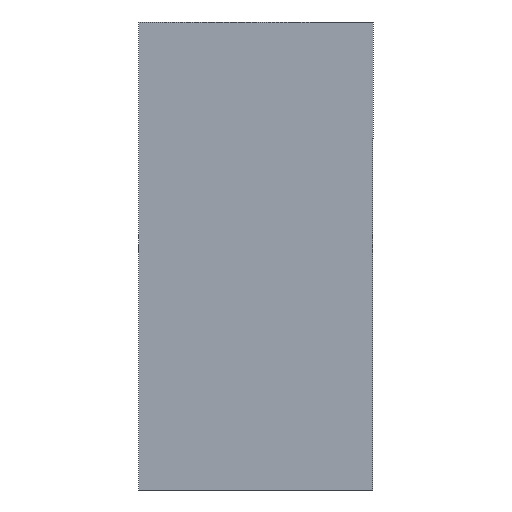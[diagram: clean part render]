
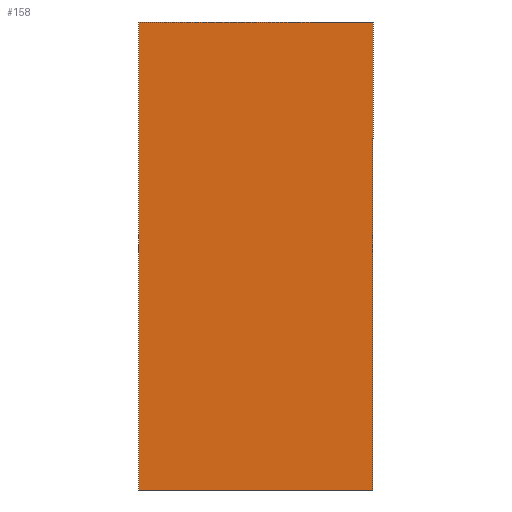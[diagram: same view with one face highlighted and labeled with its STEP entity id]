
A CAD part, front view. The second image highlights one B-rep face of the part: STEP entity #158.
In plain terms, the highlighted planar face has unit normal (0, -1, 0).
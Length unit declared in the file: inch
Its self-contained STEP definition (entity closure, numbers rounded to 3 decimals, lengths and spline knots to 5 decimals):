
#3 = EDGE_CURVE ( 'NONE', #181, #155, #92, .T. ) ;
#6 = EDGE_LOOP ( 'NONE', ( #132, #42, #39, #136 ) ) ;
#11 = VERTEX_POINT ( 'NONE', #186 ) ;
#15 = PLANE ( 'NONE',  #147 ) ;
#22 = EDGE_CURVE ( 'NONE', #52, #11, #174, .T. ) ;
#27 = DIRECTION ( 'NONE',  ( 0., 0., -1. ) ) ;
#28 = DIRECTION ( 'NONE',  ( 0., 0., 1. ) ) ;
#31 = CARTESIAN_POINT ( 'NONE',  ( -12., -0.125, -24. ) ) ;
#39 = ORIENTED_EDGE ( 'NONE', *, *, #66, .F. ) ;
#42 = ORIENTED_EDGE ( 'NONE', *, *, #3, .F. ) ;
#50 = CARTESIAN_POINT ( 'NONE',  ( 12., -0.125, -24. ) ) ;
#52 = VERTEX_POINT ( 'NONE', #113 ) ;
#66 = EDGE_CURVE ( 'NONE', #11, #181, #169, .T. ) ;
#79 = CARTESIAN_POINT ( 'NONE',  ( 12., -0.125, -24. ) ) ;
#86 = VECTOR ( 'NONE', #99, 39.37008 ) ;
#92 = LINE ( 'NONE', #79, #114 ) ;
#99 = DIRECTION ( 'NONE',  ( 1., 0., 0. ) ) ;
#113 = CARTESIAN_POINT ( 'NONE',  ( -12., -0.125, 24. ) ) ;
#114 = VECTOR ( 'NONE', #173, 39.37008 ) ;
#132 = ORIENTED_EDGE ( 'NONE', *, *, #153, .F. ) ;
#133 = LINE ( 'NONE', #175, #187 ) ;
#135 = CARTESIAN_POINT ( 'NONE',  ( 0., -0.125, 0. ) ) ;
#136 = ORIENTED_EDGE ( 'NONE', *, *, #22, .F. ) ;
#147 = AXIS2_PLACEMENT_3D ( 'NONE', #135, #206, #194 ) ;
#151 = VECTOR ( 'NONE', #27, 39.37008 ) ;
#153 = EDGE_CURVE ( 'NONE', #155, #52, #133, .T. ) ;
#155 = VERTEX_POINT ( 'NONE', #31 ) ;
#158 = ADVANCED_FACE ( 'NONE', ( #160 ), #15, .T. ) ;
#160 = FACE_OUTER_BOUND ( 'NONE', #6, .T. ) ;
#169 = LINE ( 'NONE', #184, #151 ) ;
#173 = DIRECTION ( 'NONE',  ( -1., 0., 0. ) ) ;
#174 = LINE ( 'NONE', #185, #86 ) ;
#175 = CARTESIAN_POINT ( 'NONE',  ( -12., -0.125, -24. ) ) ;
#181 = VERTEX_POINT ( 'NONE', #50 ) ;
#184 = CARTESIAN_POINT ( 'NONE',  ( 12., -0.125, -24. ) ) ;
#185 = CARTESIAN_POINT ( 'NONE',  ( 12., -0.125, 24. ) ) ;
#186 = CARTESIAN_POINT ( 'NONE',  ( 12., -0.125, 24. ) ) ;
#187 = VECTOR ( 'NONE', #28, 39.37008 ) ;
#194 = DIRECTION ( 'NONE',  ( 0., 0., -1. ) ) ;
#206 = DIRECTION ( 'NONE',  ( 0., -1., 0. ) ) ;
